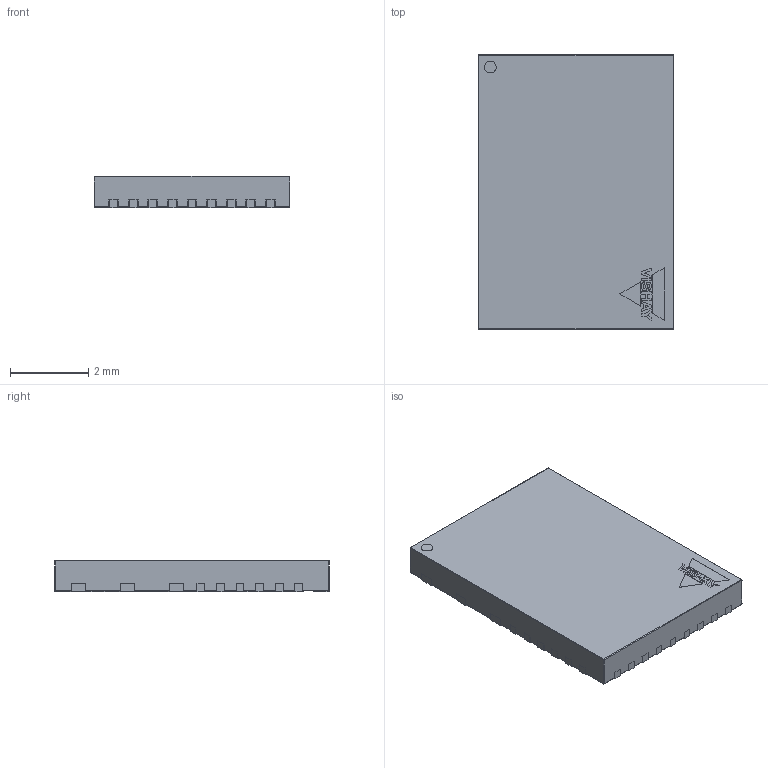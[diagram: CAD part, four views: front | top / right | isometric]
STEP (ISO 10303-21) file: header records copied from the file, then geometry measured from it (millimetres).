
FILE_DESCRIPTION(/* description */ (''),/* implementation_level */ '2;1');
FILE_NAME(/* name */ 'SIC450ED-T1-GE3 POWERPAK 5x7 qfn.stp',/* time_stamp */ '2023-06-14T12:30:26-04:00',/* author */ ('rabri'),/* organization */ (''),/* preprocessor_version */ 'ST-DEVELOPER v18',/* originating_system */ 'Autodesk Inventor 2020',/* authorisation */ '');
FILE_SCHEMA (('AUTOMOTIVE_DESIGN { 1 0 10303 214 3 1 1 }'));
Length unit declared in the file: millimetre
Products named in the file (4): Vishay SUM110P06-07L-E3 - D2PAK TO-263; body; terminals; logo
Assembly tree (3 placements, depth 2):
  Vishay SUM110P06-07L-E3 - D2PAK TO-263
    body
    terminals
    logo
Bounding box: 5 x 7 x 0.8 mm (x, y, z)
Volume: 27.6 mm3; surface area: 155.8 mm2
Topology: 35 solids, 35 shells, 655 faces, 1733 edges, 1148 vertices
Faces by surface type: plane 488, cylinder 147, bspline 12, sphere 8
Full cylindrical faces by diameter (mm): 0.3 x1
Entity records: 20312 total; most frequent: CARTESIAN_POINT 3699, ORIENTED_EDGE 3466, DIRECTION 3305, EDGE_CURVE 1733, LINE 1413, VECTOR 1413, VERTEX_POINT 1148, AXIS2_PLACEMENT_3D 946
